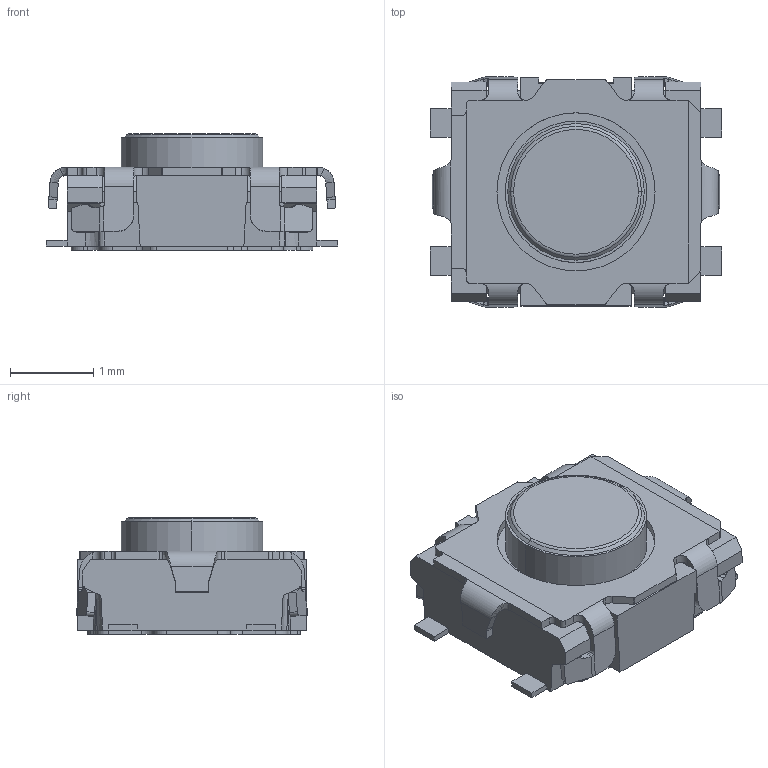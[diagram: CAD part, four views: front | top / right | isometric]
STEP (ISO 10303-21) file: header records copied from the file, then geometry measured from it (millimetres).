
FILE_DESCRIPTION (( 'STEP AP214' ), '1' );
FILE_NAME ('SKSGAC.STEP', '2010-11-29T06:22:25', ( '' ), ( '' ), 'SwSTEP 2.0', 'SolidWorks 2007', '' );
FILE_SCHEMA (( 'AUTOMOTIVE_DESIGN' ));
Length unit declared in the file: millimetre
Products named in the file (1): SKSGAC
Bounding box: 3.5 x 2.77 x 1.4 mm (x, y, z)
Volume: 8.5 mm3; surface area: 36.1 mm2
Topology: 1 solids, 1 shells, 330 faces, 922 edges, 593 vertices
Faces by surface type: plane 205, cylinder 101, bspline 12, cone 10, torus 2
Entity records: 14424 total; most frequent: CARTESIAN_POINT 2302, ORIENTED_EDGE 1844, DIRECTION 1693, EDGE_CURVE 922, LINE 653, VECTOR 653, VERTEX_POINT 593, AXIS2_PLACEMENT_3D 520
